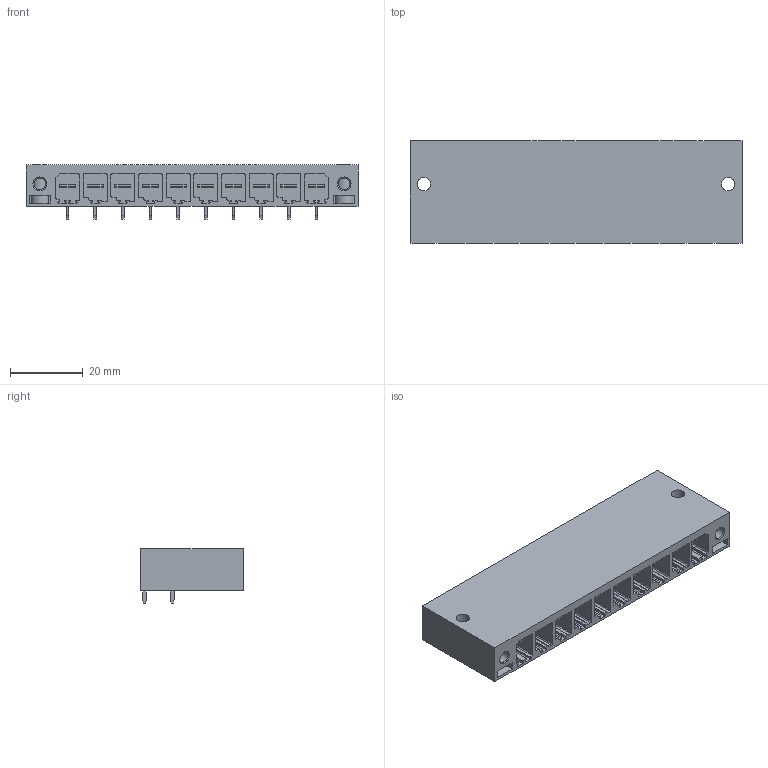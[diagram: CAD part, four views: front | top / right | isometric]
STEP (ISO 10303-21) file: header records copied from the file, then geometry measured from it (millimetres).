
FILE_DESCRIPTION(('CATIA V5 STEP Exchange','CAx-IF Rec.Pracs.--- Model Styling and Organization---1.2---2011-12-15'),'2;1');
FILE_NAME ('D1459450_0_1931450000_1931450000.stp','2018-11-29T07:52:33+00:00',('none'),('Weidmueller'),'CATIA Version 5-6 Release 2014','CATIA V5 STEP AP214','none');
FILE_SCHEMA(('AUTOMOTIVE_DESIGN { 1 0 10303 214 1 1 1 1 }'));
Length unit declared in the file: millimetre
Products named in the file (1): 1931450000
Bounding box: 91.44 x 28.3 x 14.9 mm (x, y, z)
Volume: 20541.7 mm3; surface area: 18442.7 mm2
Topology: 11 solids, 11 shells, 772 faces, 2196 edges, 1450 vertices
Faces by surface type: plane 612, cylinder 156, cone 4
Entity records: 22862 total; most frequent: ORIENTED_EDGE 4392, CARTESIAN_POINT 4048, DIRECTION 2998, EDGE_CURVE 2196, VECTOR 1880, LINE 1880, VERTEX_POINT 1450, EDGE_LOOP 808
